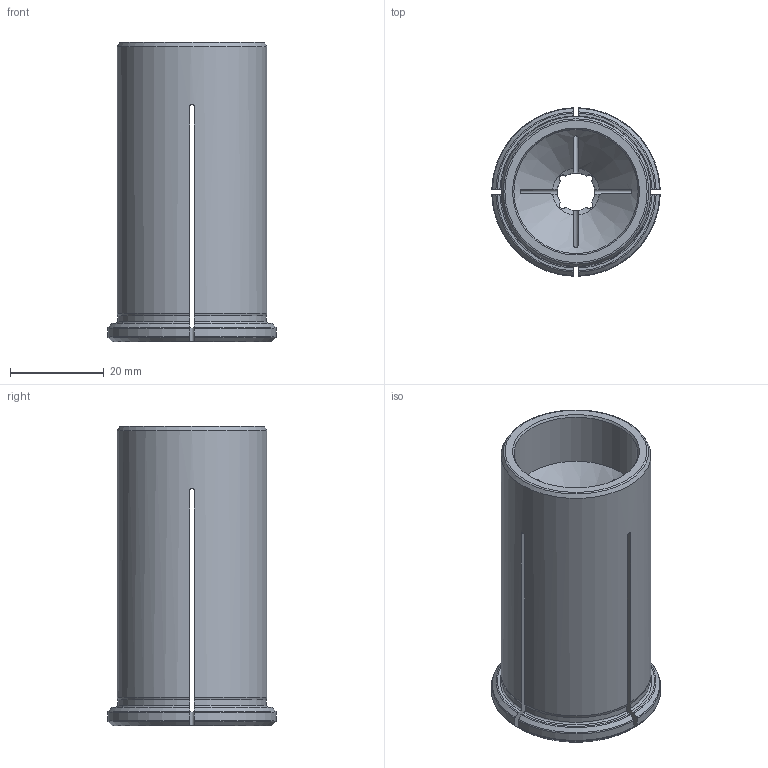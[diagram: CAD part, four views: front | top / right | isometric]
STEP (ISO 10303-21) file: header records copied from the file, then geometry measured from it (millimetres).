
FILE_DESCRIPTION(/* description */ (''),/* implementation_level */ '2;1');
FILE_NAME(/* name */ '193208002.stp',/* time_stamp */ '2021-09-17T15:26:32',/* author */ ('LRA'),/* organization */ ('REGO-FIX'),/* preprocessor_version */ ' Unknown',/* originating_system */ 'SIEMENS PLM Software Solid Edge ST10',/* authorization */ 'Unknown');
FILE_SCHEMA (('AUTOMOTIVE_DESIGN { 1 0 10303 214 2 1 1}'));
Length unit declared in the file: millimetre
Products named in the file (1): NOCUT
Bounding box: 35.99 x 35.99 x 64 mm (x, y, z)
Volume: 38499.5 mm3; surface area: 14794 mm2
Topology: 1 solids, 1 shells, 88 faces, 280 edges, 186 vertices
Faces by surface type: cylinder 30, torus 25, cone 19, plane 14
Full cylindrical faces by diameter (mm): 26.5 x1, 32 x1
Entity records: 3280 total; most frequent: CARTESIAN_POINT 920, ORIENTED_EDGE 540, DIRECTION 436, EDGE_CURVE 270, VERTEX_POINT 182, AXIS2_PLACEMENT_3D 178, B_SPLINE_CURVE_WITH_KNOTS 104, EDGE_LOOP 96
